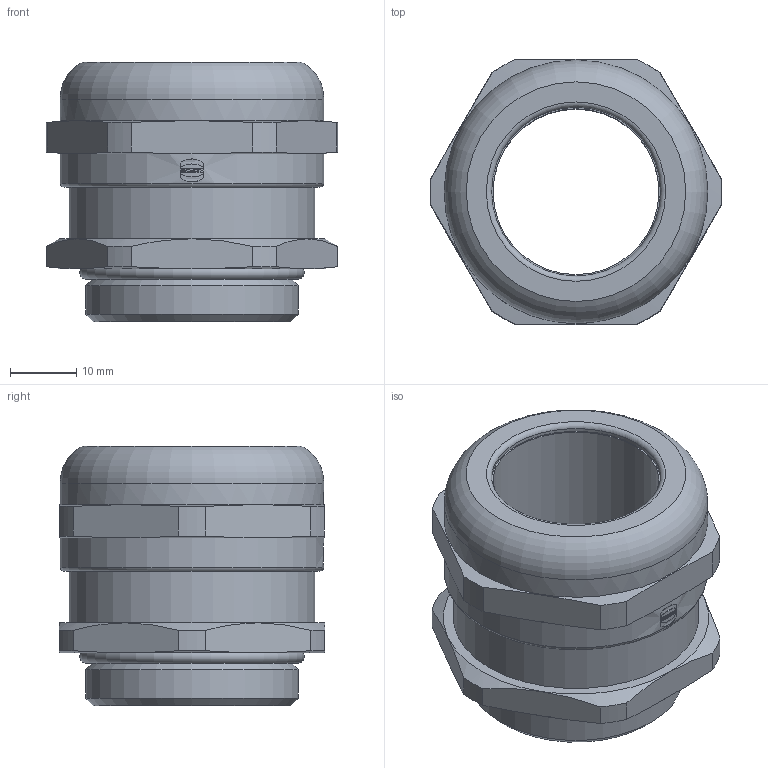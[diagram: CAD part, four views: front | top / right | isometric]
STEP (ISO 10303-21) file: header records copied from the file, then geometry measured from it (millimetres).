
FILE_DESCRIPTION(/* description */ (''),/* implementation_level */ '2;1');
FILE_NAME(/* name */ '100095217ugm000_e.stp',/* time_stamp */ '2019-01-23T16:32:41+01:00',/* author */ (''),/* organization */ (''),/* preprocessor_version */ 'ST-DEVELOPER v16.7',/* originating_system */ 'SIEMENS PLM Software NX 12.0',/* authorisation */ '');
FILE_SCHEMA (('AUTOMOTIVE_DESIGN { 1 0 10303 214 3 1 1 1 }'));
Length unit declared in the file: millimetre
Products named in the file (1): 100095217ugm000_e
Bounding box: 43.98 x 40 x 39.1 mm (x, y, z)
Volume: 24977.6 mm3; surface area: 9844.6 mm2
Topology: 1 solids, 1 shells, 282 faces, 784 edges, 529 vertices
Faces by surface type: bspline 120, plane 112, cylinder 30, cone 16, torus 4
Full cylindrical faces by diameter (mm): 25 x1, 25.45 x1, 29.8 x1, 32 x1, 37 x1, 39.7 x2
Entity records: 11277 total; most frequent: CARTESIAN_POINT 3119, ORIENTED_EDGE 1518, DIRECTION 1015, EDGE_CURVE 759, VERTEX_POINT 510, LINE 465, VECTOR 465, EDGE_LOOP 315
